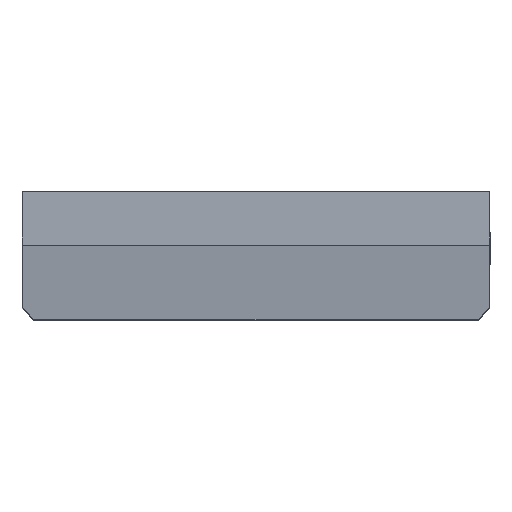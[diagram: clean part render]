
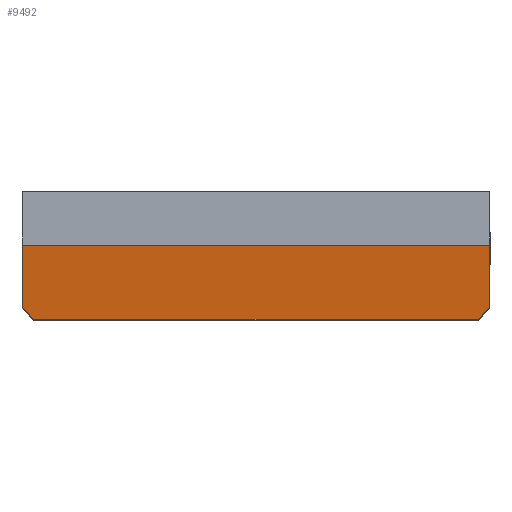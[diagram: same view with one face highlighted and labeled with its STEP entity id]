
A CAD part, top view. The second image highlights one B-rep face of the part: STEP entity #9492.
In plain terms, the highlighted planar face has unit normal (0, -0.139, 0.99).
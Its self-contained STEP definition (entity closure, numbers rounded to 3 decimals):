
#108 = DIRECTION ( 'NONE',  ( 0.704, 0.704, 0.099 ) ) ;
#457 = EDGE_CURVE ( 'NONE', #28236, #3123, #9856, .T. ) ;
#1088 = VERTEX_POINT ( 'NONE', #3262 ) ;
#1576 = CARTESIAN_POINT ( 'NONE',  ( 0., 0.45, 0. ) ) ;
#3123 = VERTEX_POINT ( 'NONE', #24001 ) ;
#3190 = LINE ( 'NONE', #7114, #10282 ) ;
#3262 = CARTESIAN_POINT ( 'NONE',  ( -10.1, 0.45, 0. ) ) ;
#3476 = CARTESIAN_POINT ( 'NONE',  ( -6.463, -5.887, -0.891 ) ) ;
#5260 = ORIENTED_EDGE ( 'NONE', *, *, #12526, .T. ) ;
#5354 = DIRECTION ( 'NONE',  ( 0.704, -0.704, -0.099 ) ) ;
#5768 = PLANE ( 'NONE',  #25386 ) ;
#7114 = CARTESIAN_POINT ( 'NONE',  ( 0., 0.45, 0. ) ) ;
#7488 = VECTOR ( 'NONE', #14059, 1000. ) ;
#8784 = CARTESIAN_POINT ( 'NONE',  ( 10.1, 0.45, 0. ) ) ;
#8880 = CARTESIAN_POINT ( 'NONE',  ( -10.1, -2.25, -0.379 ) ) ;
#8883 = VERTEX_POINT ( 'NONE', #10498 ) ;
#9271 = LINE ( 'NONE', #13919, #7488 ) ;
#9492 = ADVANCED_FACE ( 'NONE', ( #12924 ), #5768, .F. ) ;
#9856 = LINE ( 'NONE', #3476, #17275 ) ;
#10002 = EDGE_CURVE ( 'NONE', #28236, #1088, #19338, .T. ) ;
#10097 = EDGE_CURVE ( 'NONE', #12975, #20987, #11077, .T. ) ;
#10282 = VECTOR ( 'NONE', #22783, 1000. ) ;
#10425 = DIRECTION ( 'NONE',  ( 0., 0.139, -0.99 ) ) ;
#10498 = CARTESIAN_POINT ( 'NONE',  ( 9.6, -2.75, -0.45 ) ) ;
#11077 = LINE ( 'NONE', #17735, #22357 ) ;
#11152 = LINE ( 'NONE', #15677, #25101 ) ;
#11609 = ORIENTED_EDGE ( 'NONE', *, *, #19203, .F. ) ;
#12526 = EDGE_CURVE ( 'NONE', #8883, #20987, #11152, .T. ) ;
#12924 = FACE_OUTER_BOUND ( 'NONE', #15460, .T. ) ;
#12975 = VERTEX_POINT ( 'NONE', #8784 ) ;
#13542 = VECTOR ( 'NONE', #21824, 1000. ) ;
#13919 = CARTESIAN_POINT ( 'NONE',  ( -10.1, -2.75, -0.45 ) ) ;
#14059 = DIRECTION ( 'NONE',  ( -1., 0., 0. ) ) ;
#15460 = EDGE_LOOP ( 'NONE', ( #11609, #5260, #28003, #21755, #16354, #19096 ) ) ;
#15677 = CARTESIAN_POINT ( 'NONE',  ( 6.463, -5.887, -0.891 ) ) ;
#16354 = ORIENTED_EDGE ( 'NONE', *, *, #10002, .F. ) ;
#17275 = VECTOR ( 'NONE', #5354, 1000. ) ;
#17321 = CARTESIAN_POINT ( 'NONE',  ( -10.1, -0.947, -0.196 ) ) ;
#17540 = CARTESIAN_POINT ( 'NONE',  ( 10.1, -2.25, -0.379 ) ) ;
#17735 = CARTESIAN_POINT ( 'NONE',  ( 10.1, -0.947, -0.196 ) ) ;
#19039 = EDGE_CURVE ( 'NONE', #1088, #12975, #3190, .T. ) ;
#19096 = ORIENTED_EDGE ( 'NONE', *, *, #457, .T. ) ;
#19203 = EDGE_CURVE ( 'NONE', #8883, #3123, #9271, .T. ) ;
#19277 = DIRECTION ( 'NONE',  ( 1., 0., 0. ) ) ;
#19338 = LINE ( 'NONE', #17321, #13542 ) ;
#20987 = VERTEX_POINT ( 'NONE', #17540 ) ;
#21755 = ORIENTED_EDGE ( 'NONE', *, *, #19039, .F. ) ;
#21824 = DIRECTION ( 'NONE',  ( 0., 0.99, 0.139 ) ) ;
#22357 = VECTOR ( 'NONE', #26597, 1000. ) ;
#22783 = DIRECTION ( 'NONE',  ( 1., 0., 0. ) ) ;
#24001 = CARTESIAN_POINT ( 'NONE',  ( -9.6, -2.75, -0.45 ) ) ;
#25101 = VECTOR ( 'NONE', #108, 1000. ) ;
#25386 = AXIS2_PLACEMENT_3D ( 'NONE', #1576, #10425, #19277 ) ;
#26597 = DIRECTION ( 'NONE',  ( 0., -0.99, -0.139 ) ) ;
#28003 = ORIENTED_EDGE ( 'NONE', *, *, #10097, .F. ) ;
#28236 = VERTEX_POINT ( 'NONE', #8880 ) ;
